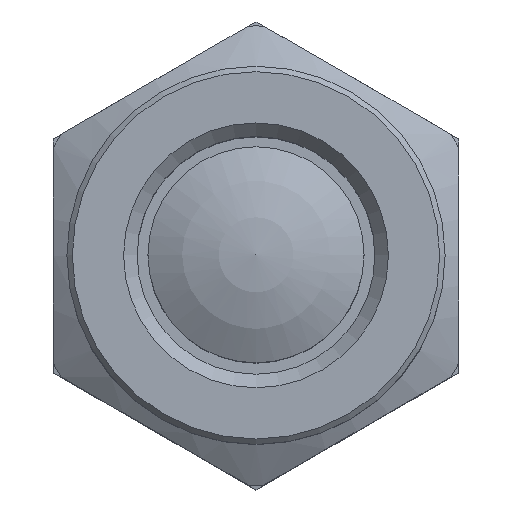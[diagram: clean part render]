
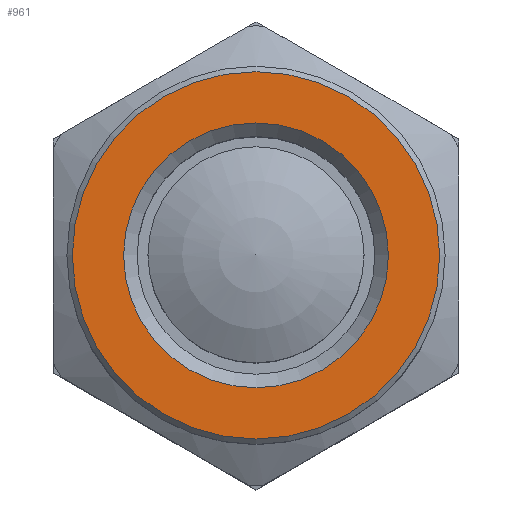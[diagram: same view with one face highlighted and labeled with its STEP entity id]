
A CAD part, top view. The second image highlights one B-rep face of the part: STEP entity #961.
In plain terms, the highlighted face is planar.
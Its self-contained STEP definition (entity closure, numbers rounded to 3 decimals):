
#274=ORIENTED_EDGE('',*,*,#500,.F.);
#275=ORIENTED_EDGE('',*,*,#501,.T.);
#500=EDGE_CURVE('',#615,#615,#682,.T.);
#501=EDGE_CURVE('',#616,#616,#683,.T.);
#615=VERTEX_POINT('',#1660);
#616=VERTEX_POINT('',#1662);
#682=CIRCLE('',#1090,6.8);
#683=CIRCLE('',#1091,4.9);
#746=EDGE_LOOP('',(#274));
#747=EDGE_LOOP('',(#275));
#844=FACE_BOUND('',#746,.T.);
#845=FACE_BOUND('',#747,.T.);
#916=PLANE('',#1089);
#961=ADVANCED_FACE('',(#844,#845),#916,.F.);
#1089=AXIS2_PLACEMENT_3D('',#1658,#1305,#1306);
#1090=AXIS2_PLACEMENT_3D('',#1659,#1307,#1308);
#1091=AXIS2_PLACEMENT_3D('',#1661,#1309,#1310);
#1305=DIRECTION('',(1.,0.,0.));
#1306=DIRECTION('',(0.,0.,-1.));
#1307=DIRECTION('',(1.,0.,0.));
#1308=DIRECTION('',(0.,0.,-1.));
#1309=DIRECTION('',(1.,0.,0.));
#1310=DIRECTION('',(0.,0.,-1.));
#1658=CARTESIAN_POINT('',(0.,0.,0.));
#1659=CARTESIAN_POINT('',(0.,0.,0.));
#1660=CARTESIAN_POINT('',(0.,0.,-6.8));
#1661=CARTESIAN_POINT('',(0.,0.,0.));
#1662=CARTESIAN_POINT('',(0.,0.,-4.9));
